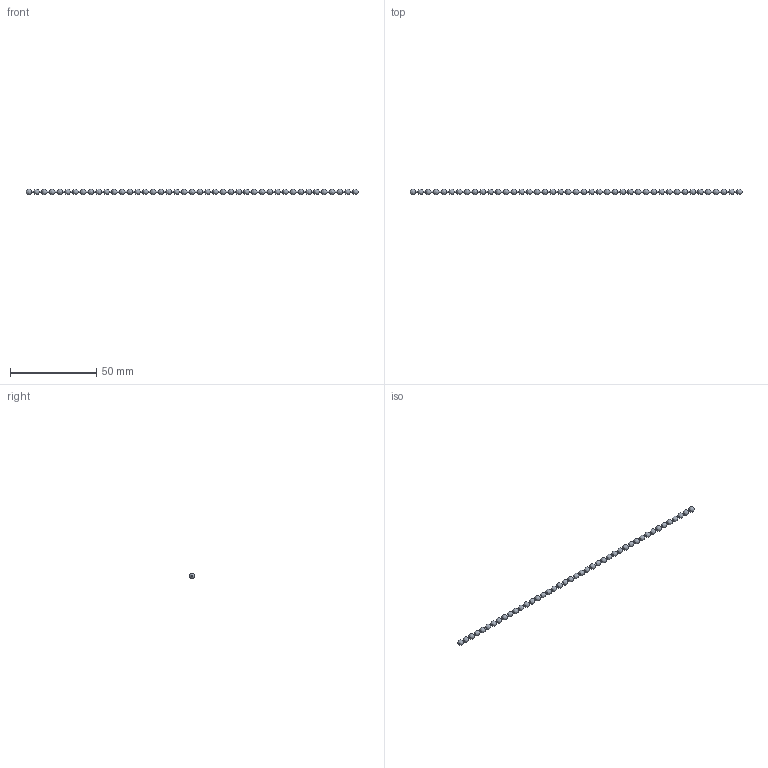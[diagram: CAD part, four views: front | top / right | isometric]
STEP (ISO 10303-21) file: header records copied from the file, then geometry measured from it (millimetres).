
FILE_DESCRIPTION((''),'2;1');
FILE_NAME('','2005-12-14T14:31:43',(''),(''),'','CADfix','');
FILE_SCHEMA(('AUTOMOTIVE_DESIGN'));
Length unit declared in the file: millimetre
Products named in the file (3): chain; joint; TM_177_CHAIN_10799_36
Assembly tree (44 placements, depth 2):
  TM_177_CHAIN_10799_36
    chain  x43
    joint
Bounding box: 192.1 x 3.2 x 3.2 mm (x, y, z)
Volume: 742.4 mm3; surface area: 2073.1 mm2
Topology: 44 solids, 44 shells, 133 faces, 440 edges, 352 vertices
Faces by surface type: bspline 133
Entity records: 874 total; most frequent: CARTESIAN_POINT 271, DIRECTION 182, AXIS2_PLACEMENT_3D 91, PRODUCT_DEFINITION_SHAPE 47, NEXT_ASSEMBLY_USAGE_OCCURRENCE 44, ITEM_DEFINED_TRANSFORMATION 44, CONTEXT_DEPENDENT_SHAPE_REPRESENTATION 44, ORIENTED_EDGE 40
